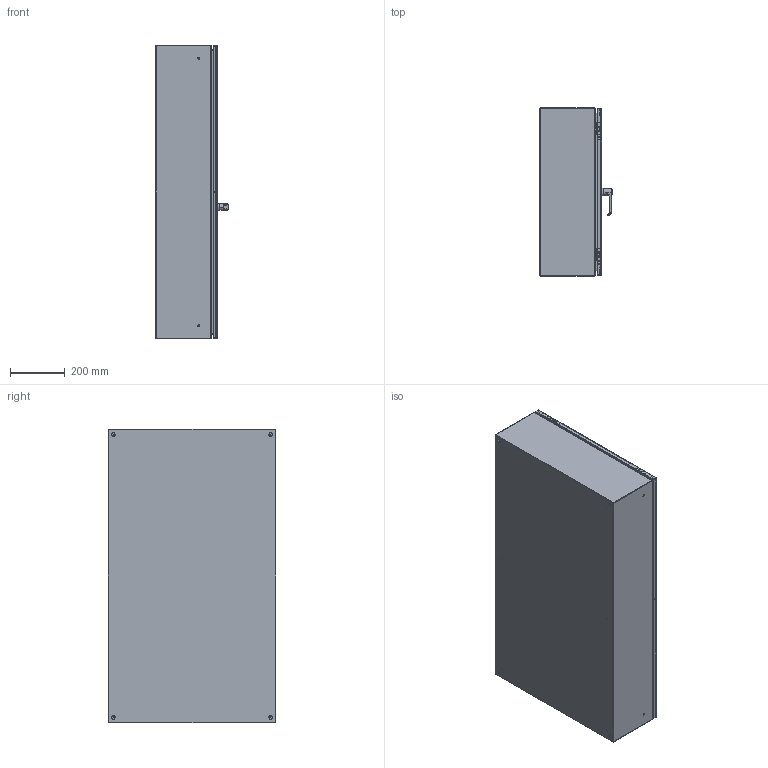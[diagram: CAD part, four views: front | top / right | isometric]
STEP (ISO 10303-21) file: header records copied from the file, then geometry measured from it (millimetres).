
FILE_DESCRIPTION (( 'STEP AP214' ), '1' );
FILE_NAME ('EN4TD24428GY.STEP', '2019-09-18T20:51:40', ( '' ), ( '' ), 'SwSTEP 2.0', 'SolidWorks 2018', '' );
FILE_SCHEMA (( 'AUTOMOTIVE_DESIGN' ));
Length unit declared in the file: inch
Products named in the file (1): EN4TD24428GY
Bounding box: 263.45 x 609.6 x 1066.8 mm (x, y, z)
Volume: 4717031.7 mm3; surface area: 4812280.2 mm2
Topology: 78 solids, 78 shells, 1941 faces, 4588 edges, 2867 vertices
Faces by surface type: plane 885, cylinder 718, bspline 254, torus 52, cone 32
Entity records: 111120 total; most frequent: CARTESIAN_POINT 41661, ORIENTED_EDGE 9102, DIRECTION 8645, EDGE_CURVE 4551, AXIS2_PLACEMENT_3D 3074, VERTEX_POINT 2867, VECTOR 2497, LINE 2497
